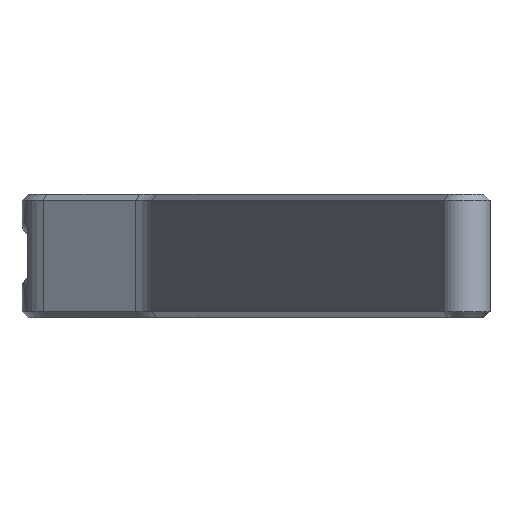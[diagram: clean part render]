
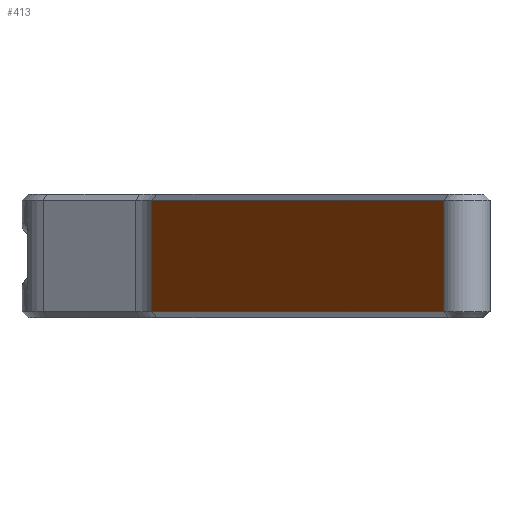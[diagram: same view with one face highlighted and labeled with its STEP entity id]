
A CAD part, front view. The second image highlights one B-rep face of the part: STEP entity #413.
In plain terms, the highlighted planar face has unit normal (-0.886, -0.464, 0).
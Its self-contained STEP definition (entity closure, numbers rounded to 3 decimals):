
#10 = ORIENTED_EDGE ( 'NONE', *, *, #886, .T. ) ;
#38 = DIRECTION ( 'NONE',  ( 0.464, -0.886, 0. ) ) ;
#61 = VECTOR ( 'NONE', #159, 1000. ) ;
#138 = CARTESIAN_POINT ( 'NONE',  ( 10.452, -7.865, -4.5 ) ) ;
#159 = DIRECTION ( 'NONE',  ( 0., 0., 1. ) ) ;
#217 = DIRECTION ( 'NONE',  ( 0., 0., -1. ) ) ;
#279 = ORIENTED_EDGE ( 'NONE', *, *, #1065, .T. ) ;
#283 = CARTESIAN_POINT ( 'NONE',  ( 34.028, -52.927, -4.5 ) ) ;
#402 = VERTEX_POINT ( 'NONE', #1743 ) ;
#413 = ADVANCED_FACE ( 'NONE', ( #794 ), #1341, .T. ) ;
#418 = DIRECTION ( 'NONE',  ( -0.464, 0.886, 0. ) ) ;
#432 = VERTEX_POINT ( 'NONE', #138 ) ;
#511 = DIRECTION ( 'NONE',  ( -0.886, -0.464, 0. ) ) ;
#549 = LINE ( 'NONE', #283, #1310 ) ;
#552 = VERTEX_POINT ( 'NONE', #725 ) ;
#595 = LINE ( 'NONE', #1023, #1594 ) ;
#650 = VECTOR ( 'NONE', #418, 1000. ) ;
#713 = CARTESIAN_POINT ( 'NONE',  ( 10.452, -7.865, 4.5 ) ) ;
#725 = CARTESIAN_POINT ( 'NONE',  ( 34.028, -52.927, -4.5 ) ) ;
#764 = DIRECTION ( 'NONE',  ( 0.464, -0.886, 0. ) ) ;
#794 = FACE_OUTER_BOUND ( 'NONE', #1578, .T. ) ;
#886 = EDGE_CURVE ( 'NONE', #402, #1051, #1108, .T. ) ;
#983 = CARTESIAN_POINT ( 'NONE',  ( 34.028, -52.927, -5. ) ) ;
#1023 = CARTESIAN_POINT ( 'NONE',  ( 10.452, -7.865, -5. ) ) ;
#1051 = VERTEX_POINT ( 'NONE', #713 ) ;
#1065 = EDGE_CURVE ( 'NONE', #1051, #432, #595, .T. ) ;
#1108 = LINE ( 'NONE', #1370, #650 ) ;
#1121 = ORIENTED_EDGE ( 'NONE', *, *, #1523, .T. ) ;
#1310 = VECTOR ( 'NONE', #38, 1000. ) ;
#1341 = PLANE ( 'NONE',  #1417 ) ;
#1370 = CARTESIAN_POINT ( 'NONE',  ( 10.452, -7.865, 4.5 ) ) ;
#1383 = LINE ( 'NONE', #983, #61 ) ;
#1417 = AXIS2_PLACEMENT_3D ( 'NONE', #1734, #511, #764 ) ;
#1523 = EDGE_CURVE ( 'NONE', #432, #552, #549, .T. ) ;
#1575 = ORIENTED_EDGE ( 'NONE', *, *, #1581, .T. ) ;
#1578 = EDGE_LOOP ( 'NONE', ( #1575, #10, #279, #1121 ) ) ;
#1581 = EDGE_CURVE ( 'NONE', #552, #402, #1383, .T. ) ;
#1594 = VECTOR ( 'NONE', #217, 1000. ) ;
#1734 = CARTESIAN_POINT ( 'NONE',  ( 34.028, -52.927, -5. ) ) ;
#1743 = CARTESIAN_POINT ( 'NONE',  ( 34.028, -52.927, 4.5 ) ) ;
